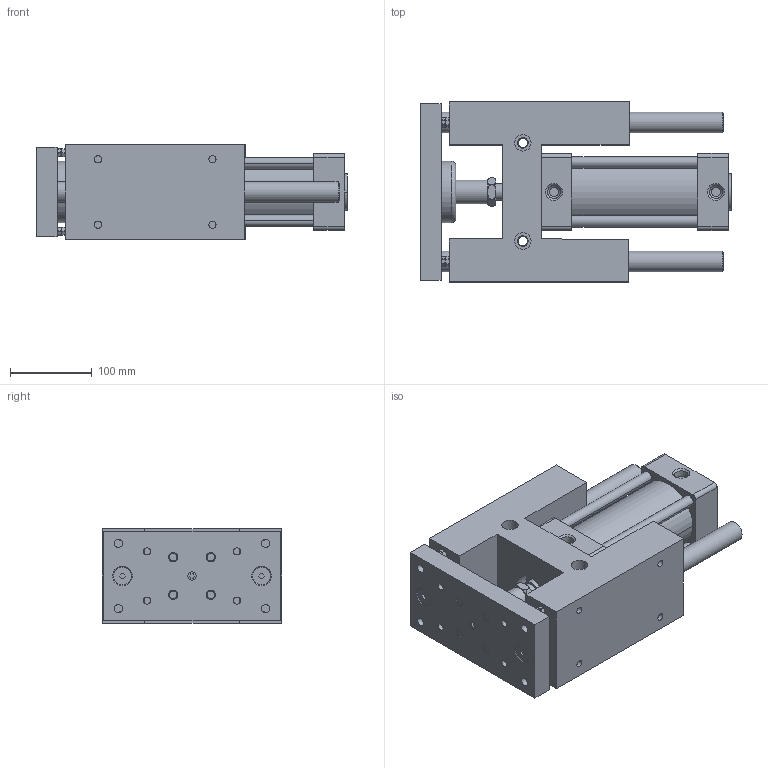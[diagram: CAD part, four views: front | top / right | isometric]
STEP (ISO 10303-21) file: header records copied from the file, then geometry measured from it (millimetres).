
FILE_DESCRIPTION((''),'2;1');
FILE_NAME('MGC080X100L-STEP','2012-11-23T04:11:24',('Administrator'),(''),'CADlook_v9.0','Cimatron E 8.0','');
FILE_SCHEMA(('AUTOMOTIVE_DESIGN { 1 2 10303 214 0 1 1 1 }'));
Length unit declared in the file: millimetre
Bounding box: 380 x 220 x 115 mm (x, y, z)
Volume: 5643529.8 mm3; surface area: 500955.8 mm2
Topology: 2 solids, 2 shells, 316 faces, 868 edges, 605 vertices
Faces by surface type: plane 125, torus 109, cylinder 66, cone 16
Full cylindrical faces by diameter (mm): 6 x4, 8.6 x4, 8.7 x12, 10.4 x5, 11.3 x2, 13 x2, 20 x2, 25 x4, 29 x1, 45 x1, 75 x1
Entity records: 16627 total; most frequent: CARTESIAN_POINT 6199, ORIENTED_EDGE 1626, DIRECTION 1558, EDGE_CURVE 813, AXIS2_PLACEMENT_3D 644, VERTEX_POINT 605, EDGE_LOOP 452, CIRCLE 327
